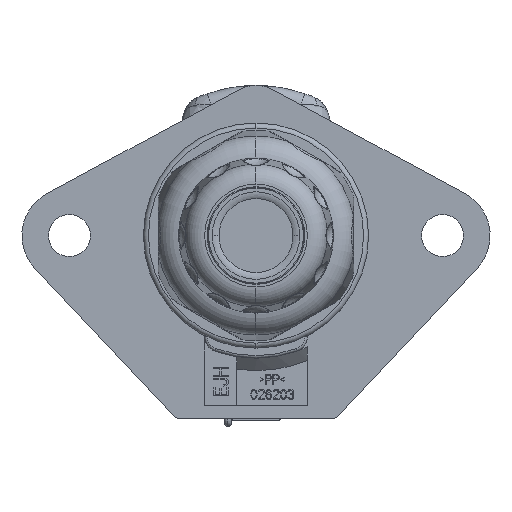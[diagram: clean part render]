
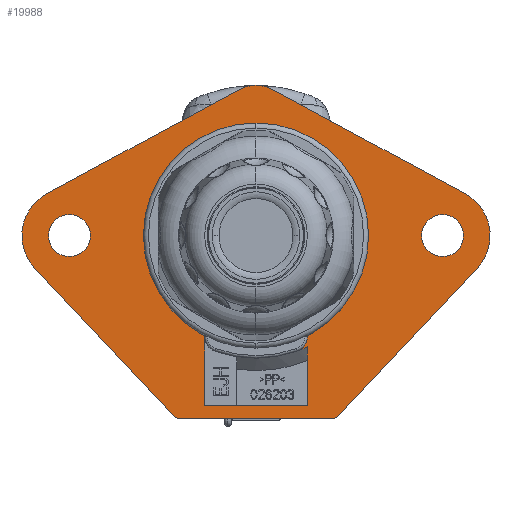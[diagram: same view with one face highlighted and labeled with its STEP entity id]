
A CAD part, front view. The second image highlights one B-rep face of the part: STEP entity #19988.
In plain terms, the highlighted planar face has unit normal (0, -1, 0).
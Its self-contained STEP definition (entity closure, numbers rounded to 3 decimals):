
#1=DIRECTION('',(-0.685,0.,0.728));
#2=VECTOR('',#1,40.747);
#3=CARTESIAN_POINT('',(-16.296,0.,-36.185));
#4=LINE('',#3,#2);
#5=CARTESIAN_POINT('',(-37.3,0.,0.));
#6=DIRECTION('',(0.,1.,0.));
#7=DIRECTION('',(-0.728,0.,-0.685));
#8=AXIS2_PLACEMENT_3D('',#5,#6,#7);
#10=DIRECTION('',(0.879,0.,0.476));
#11=VECTOR('',#10,43.771);
#12=CARTESIAN_POINT('',(-41.823,0.,8.354));
#13=LINE('',#12,#11);
#14=CARTESIAN_POINT('',(0.,0.,23.04));
#15=DIRECTION('',(0.,1.,0.));
#16=DIRECTION('',(-0.476,0.,0.879));
#17=AXIS2_PLACEMENT_3D('',#14,#15,#16);
#19=DIRECTION('',(0.879,0.,-0.476));
#20=VECTOR('',#19,43.771);
#21=CARTESIAN_POINT('',(3.333,0.,29.195));
#22=LINE('',#21,#20);
#23=CARTESIAN_POINT('',(37.3,0.,0.));
#24=DIRECTION('',(0.,1.,0.));
#25=DIRECTION('',(0.476,0.,0.879));
#26=AXIS2_PLACEMENT_3D('',#23,#24,#25);
#28=DIRECTION('',(-0.685,0.,-0.728));
#29=VECTOR('',#28,40.747);
#30=CARTESIAN_POINT('',(44.219,0.,-6.51));
#31=LINE('',#30,#29);
#32=DIRECTION('',(-1.,0.,0.));
#33=VECTOR('',#32,31.136);
#34=CARTESIAN_POINT('',(15.568,0.,-36.5));
#35=LINE('',#34,#33);
#36=CARTESIAN_POINT('',(37.3,0.,0.));
#37=DIRECTION('',(0.,-1.,0.));
#38=DIRECTION('',(1.,0.,0.));
#39=AXIS2_PLACEMENT_3D('',#36,#37,#38);
#41=CARTESIAN_POINT('',(37.3,0.,0.));
#42=DIRECTION('',(0.,-1.,0.));
#43=DIRECTION('',(-1.,0.,0.));
#44=AXIS2_PLACEMENT_3D('',#41,#42,#43);
#46=CARTESIAN_POINT('',(-37.3,0.,0.));
#47=DIRECTION('',(0.,-1.,0.));
#48=DIRECTION('',(1.,0.,0.));
#49=AXIS2_PLACEMENT_3D('',#46,#47,#48);
#51=CARTESIAN_POINT('',(-37.3,0.,0.));
#52=DIRECTION('',(0.,-1.,0.));
#53=DIRECTION('',(-1.,0.,0.));
#54=AXIS2_PLACEMENT_3D('',#51,#52,#53);
#56=DIRECTION('',(0.,0.,-1.));
#57=VECTOR('',#56,13.759);
#58=CARTESIAN_POINT('',(-10.25,0.,-20.241));
#59=LINE('',#58,#57);
#60=CARTESIAN_POINT('',(0.,0.,0.));
#61=DIRECTION('',(0.,-1.,0.));
#62=DIRECTION('',(0.337,0.,-0.941));
#63=AXIS2_PLACEMENT_3D('',#60,#61,#62);
#65=DIRECTION('',(0.,0.,1.));
#66=VECTOR('',#65,0.774);
#67=CARTESIAN_POINT('',(10.25,0.,-20.241));
#68=LINE('',#67,#66);
#69=CARTESIAN_POINT('',(0.,0.,0.));
#70=DIRECTION('',(0.,-1.,0.));
#71=DIRECTION('',(0.466,0.,-0.885));
#72=AXIS2_PLACEMENT_3D('',#69,#70,#71);
#74=CARTESIAN_POINT('',(0.,0.,0.));
#75=DIRECTION('',(0.,-1.,0.));
#76=DIRECTION('',(1.,0.,0.));
#77=AXIS2_PLACEMENT_3D('',#74,#75,#76);
#79=CARTESIAN_POINT('',(0.,0.,0.));
#80=DIRECTION('',(0.,-1.,0.));
#81=DIRECTION('',(-1.,0.,0.));
#82=AXIS2_PLACEMENT_3D('',#79,#80,#81);
#84=DIRECTION('',(0.,0.,-1.));
#85=VECTOR('',#84,0.774);
#86=CARTESIAN_POINT('',(-10.25,0.,-19.466));
#87=LINE('',#86,#85);
#101=CARTESIAN_POINT('',(-15.568,0.,-35.5));
#102=DIRECTION('',(0.,-1.,0.));
#103=DIRECTION('',(-0.728,0.,-0.685));
#104=AXIS2_PLACEMENT_3D('',#101,#102,#103);
#3834=CARTESIAN_POINT('',(15.568,0.,-35.5));
#3835=DIRECTION('',(0.,-1.,0.));
#3836=DIRECTION('',(0.,0.,-1.));
#3837=AXIS2_PLACEMENT_3D('',#3834,#3835,#3836);
#12312=CARTESIAN_POINT('',(7.25,0.,-20.241));
#12313=DIRECTION('',(0.,1.,0.));
#12314=DIRECTION('',(1.,0.,0.));
#12315=AXIS2_PLACEMENT_3D('',#12312,#12313,#12314);
#13596=DIRECTION('',(0.,0.,-1.));
#13597=VECTOR('',#13596,11.747);
#13598=CARTESIAN_POINT('',(10.25,0.,-22.253));
#13599=LINE('',#13598,#13597);
#13604=DIRECTION('',(-1.,0.,0.));
#13605=VECTOR('',#13604,20.5);
#13606=CARTESIAN_POINT('',(10.25,0.,-34.));
#13607=LINE('',#13606,#13605);
#16872=CARTESIAN_POINT('',(41.5,0.,0.));
#16873=CARTESIAN_POINT('',(33.1,0.,0.));
#16874=VERTEX_POINT('',#16872);
#16875=VERTEX_POINT('',#16873);
#16876=CARTESIAN_POINT('',(-33.1,0.,0.));
#16877=CARTESIAN_POINT('',(-41.5,0.,0.));
#16878=VERTEX_POINT('',#16876);
#16879=VERTEX_POINT('',#16877);
#16880=CARTESIAN_POINT('',(-44.219,0.,-6.51));
#16881=CARTESIAN_POINT('',(-41.823,0.,8.354));
#16882=VERTEX_POINT('',#16880);
#16883=VERTEX_POINT('',#16881);
#16884=CARTESIAN_POINT('',(-3.333,0.,29.195));
#16885=VERTEX_POINT('',#16884);
#16886=CARTESIAN_POINT('',(3.333,0.,29.195));
#16887=VERTEX_POINT('',#16886);
#16888=CARTESIAN_POINT('',(41.823,0.,8.354));
#16889=VERTEX_POINT('',#16888);
#16890=CARTESIAN_POINT('',(44.219,0.,-6.51));
#16891=VERTEX_POINT('',#16890);
#16900=CARTESIAN_POINT('',(22.,0.,0.));
#16901=CARTESIAN_POINT('',(-22.,0.,0.));
#16902=VERTEX_POINT('',#16900);
#16903=VERTEX_POINT('',#16901);
#16904=CARTESIAN_POINT('',(-10.25,0.,-19.466));
#16905=VERTEX_POINT('',#16904);
#16906=CARTESIAN_POINT('',(10.25,0.,-19.466));
#16907=VERTEX_POINT('',#16906);
#16986=CARTESIAN_POINT('',(10.25,0.,-34.));
#16987=VERTEX_POINT('',#16986);
#16988=CARTESIAN_POINT('',(10.25,0.,-20.241));
#16989=VERTEX_POINT('',#16988);
#16990=CARTESIAN_POINT('',(8.262,0.,-23.065));
#16991=CARTESIAN_POINT('',(10.25,0.,-22.253));
#16992=VERTEX_POINT('',#16990);
#16993=VERTEX_POINT('',#16991);
#17006=CARTESIAN_POINT('',(-10.25,0.,-20.241));
#17007=CARTESIAN_POINT('',(-10.25,0.,-34.));
#17008=VERTEX_POINT('',#17006);
#17009=VERTEX_POINT('',#17007);
#17100=CARTESIAN_POINT('',(-15.568,0.,-36.5));
#17102=VERTEX_POINT('',#17100);
#17104=CARTESIAN_POINT('',(-16.296,0.,-36.185));
#17106=VERTEX_POINT('',#17104);
#17108=CARTESIAN_POINT('',(16.296,0.,-36.185));
#17110=VERTEX_POINT('',#17108);
#17112=CARTESIAN_POINT('',(15.568,0.,-36.5));
#17114=VERTEX_POINT('',#17112);
#19927=CARTESIAN_POINT('',(0.,0.,0.));
#19928=DIRECTION('',(0.,1.,0.));
#19929=DIRECTION('',(1.,0.,0.));
#19930=AXIS2_PLACEMENT_3D('',#19927,#19928,#19929);
#19931=PLANE('',#19930);
#19933=ORIENTED_EDGE('',*,*,#19932,.F.);
#19935=ORIENTED_EDGE('',*,*,#19934,.T.);
#19937=ORIENTED_EDGE('',*,*,#19936,.T.);
#19939=ORIENTED_EDGE('',*,*,#19938,.T.);
#19941=ORIENTED_EDGE('',*,*,#19940,.T.);
#19943=ORIENTED_EDGE('',*,*,#19942,.T.);
#19945=ORIENTED_EDGE('',*,*,#19944,.T.);
#19947=ORIENTED_EDGE('',*,*,#19946,.T.);
#19949=ORIENTED_EDGE('',*,*,#19948,.F.);
#19951=ORIENTED_EDGE('',*,*,#19950,.T.);
#19952=EDGE_LOOP('',(#19933,#19935,#19937,#19939,#19941,#19943,#19945,#19947,
#19949,#19951));
#19953=FACE_OUTER_BOUND('',#19952,.F.);
#19955=ORIENTED_EDGE('',*,*,#19954,.T.);
#19957=ORIENTED_EDGE('',*,*,#19956,.T.);
#19958=EDGE_LOOP('',(#19955,#19957));
#19959=FACE_BOUND('',#19958,.F.);
#19961=ORIENTED_EDGE('',*,*,#19960,.T.);
#19963=ORIENTED_EDGE('',*,*,#19962,.T.);
#19964=EDGE_LOOP('',(#19961,#19963));
#19965=FACE_BOUND('',#19964,.F.);
#19967=ORIENTED_EDGE('',*,*,#19966,.T.);
#19969=ORIENTED_EDGE('',*,*,#19968,.F.);
#19971=ORIENTED_EDGE('',*,*,#19970,.F.);
#19973=ORIENTED_EDGE('',*,*,#19972,.F.);
#19975=ORIENTED_EDGE('',*,*,#19974,.F.);
#19977=ORIENTED_EDGE('',*,*,#19976,.T.);
#19979=ORIENTED_EDGE('',*,*,#19978,.T.);
#19981=ORIENTED_EDGE('',*,*,#19980,.T.);
#19983=ORIENTED_EDGE('',*,*,#19982,.T.);
#19985=ORIENTED_EDGE('',*,*,#19984,.T.);
#19986=EDGE_LOOP('',(#19967,#19969,#19971,#19973,#19975,#19977,#19979,#19981,
#19983,#19985));
#19987=FACE_BOUND('',#19986,.F.);
#19988=ADVANCED_FACE('',(#19953,#19959,#19965,#19987),#19931,.F.);
#9=CIRCLE('',#8,9.5);
#18=CIRCLE('',#17,7.);
#27=CIRCLE('',#26,9.5);
#40=CIRCLE('',#39,4.2);
#45=CIRCLE('',#44,4.2);
#50=CIRCLE('',#49,4.2);
#55=CIRCLE('',#54,4.2);
#64=CIRCLE('',#63,24.5);
#73=CIRCLE('',#72,22.);
#78=CIRCLE('',#77,22.);
#83=CIRCLE('',#82,22.);
#105=CIRCLE('',#104,1.);
#3838=CIRCLE('',#3837,1.);
#12316=CIRCLE('',#12315,3.);
#19932=EDGE_CURVE('',#17106,#17102,#105,.T.);
#19934=EDGE_CURVE('',#17106,#16882,#4,.T.);
#19936=EDGE_CURVE('',#16882,#16883,#9,.T.);
#19938=EDGE_CURVE('',#16883,#16885,#13,.T.);
#19940=EDGE_CURVE('',#16885,#16887,#18,.T.);
#19942=EDGE_CURVE('',#16887,#16889,#22,.T.);
#19944=EDGE_CURVE('',#16889,#16891,#27,.T.);
#19946=EDGE_CURVE('',#16891,#17110,#31,.T.);
#19948=EDGE_CURVE('',#17114,#17110,#3838,.T.);
#19950=EDGE_CURVE('',#17114,#17102,#35,.T.);
#19954=EDGE_CURVE('',#16874,#16875,#40,.T.);
#19956=EDGE_CURVE('',#16875,#16874,#45,.T.);
#19960=EDGE_CURVE('',#16878,#16879,#50,.T.);
#19962=EDGE_CURVE('',#16879,#16878,#55,.T.);
#19966=EDGE_CURVE('',#17008,#17009,#59,.T.);
#19968=EDGE_CURVE('',#16987,#17009,#13607,.T.);
#19970=EDGE_CURVE('',#16993,#16987,#13599,.T.);
#19972=EDGE_CURVE('',#16992,#16993,#64,.T.);
#19974=EDGE_CURVE('',#16989,#16992,#12316,.T.);
#19976=EDGE_CURVE('',#16989,#16907,#68,.T.);
#19978=EDGE_CURVE('',#16907,#16902,#73,.T.);
#19980=EDGE_CURVE('',#16902,#16903,#78,.T.);
#19982=EDGE_CURVE('',#16903,#16905,#83,.T.);
#19984=EDGE_CURVE('',#16905,#17008,#87,.T.);
